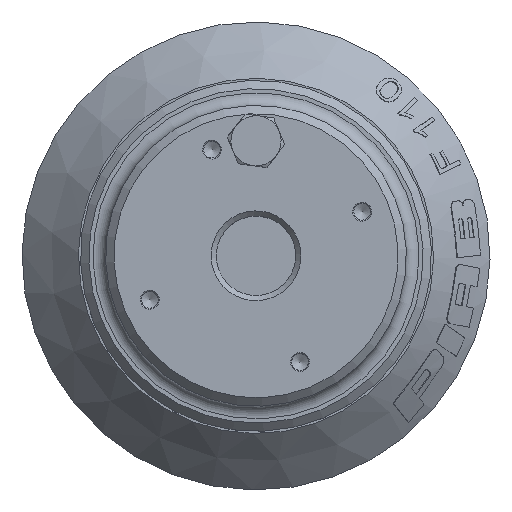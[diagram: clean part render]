
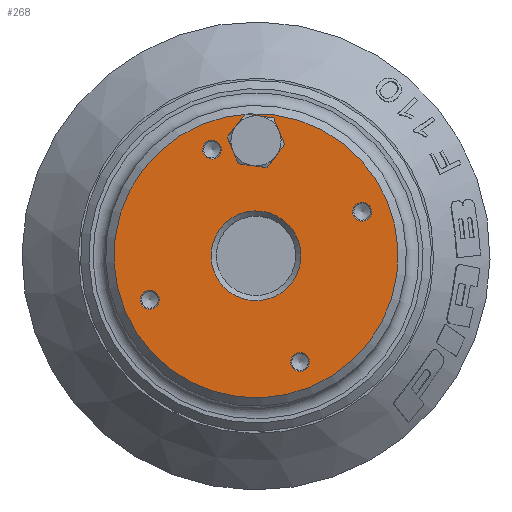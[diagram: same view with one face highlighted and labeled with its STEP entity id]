
A CAD part, top view. The second image highlights one B-rep face of the part: STEP entity #268.
In plain terms, the highlighted planar face has unit normal (0, 0, 1).
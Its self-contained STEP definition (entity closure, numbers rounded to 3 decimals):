
#268 = ADVANCED_FACE( '', ( #579, #580, #581, #582, #583, #584, #585 ), #586, .T. );
#579 = FACE_BOUND( '', #1230, .T. );
#580 = FACE_BOUND( '', #1231, .T. );
#581 = FACE_BOUND( '', #1232, .T. );
#582 = FACE_BOUND( '', #1233, .T. );
#583 = FACE_BOUND( '', #1234, .T. );
#584 = FACE_OUTER_BOUND( '', #1235, .T. );
#585 = FACE_BOUND( '', #1236, .T. );
#586 = PLANE( '', #1237 );
#1230 = EDGE_LOOP( '', ( #2857 ) );
#1231 = EDGE_LOOP( '', ( #2858 ) );
#1232 = EDGE_LOOP( '', ( #2859 ) );
#1233 = EDGE_LOOP( '', ( #2860 ) );
#1234 = EDGE_LOOP( '', ( #2861 ) );
#1235 = EDGE_LOOP( '', ( #2862 ) );
#1236 = EDGE_LOOP( '', ( #2863 ) );
#1237 = AXIS2_PLACEMENT_3D( '', #2864, #2865, #2866 );
#2857 = ORIENTED_EDGE( '', *, *, #4016, .T. );
#2858 = ORIENTED_EDGE( '', *, *, #4041, .T. );
#2859 = ORIENTED_EDGE( '', *, *, #4042, .T. );
#2860 = ORIENTED_EDGE( '', *, *, #4043, .T. );
#2861 = ORIENTED_EDGE( '', *, *, #4044, .T. );
#2862 = ORIENTED_EDGE( '', *, *, #4045, .T. );
#2863 = ORIENTED_EDGE( '', *, *, #4046, .T. );
#2864 = CARTESIAN_POINT( '', ( -36., 0., 15. ) );
#2865 = DIRECTION( '', ( 0., 0., 1. ) );
#2866 = DIRECTION( '', ( 1., 0., 0. ) );
#4016 = EDGE_CURVE( '', #4488, #4488, #4489, .T. );
#4041 = EDGE_CURVE( '', #4538, #4538, #4539, .T. );
#4042 = EDGE_CURVE( '', #4540, #4540, #4541, .T. );
#4043 = EDGE_CURVE( '', #4542, #4542, #4543, .T. );
#4044 = EDGE_CURVE( '', #4544, #4544, #4545, .T. );
#4045 = EDGE_CURVE( '', #4546, #4546, #4547, .T. );
#4046 = EDGE_CURVE( '', #4548, #4548, #4549, .T. );
#4488 = VERTEX_POINT( '', #5330 );
#4489 = CIRCLE( '', #5331, 5.1 );
#4538 = VERTEX_POINT( '', #5380 );
#4539 = CIRCLE( '', #5381, 2.25 );
#4540 = VERTEX_POINT( '', #5382 );
#4541 = CIRCLE( '', #5383, 2.25 );
#4542 = VERTEX_POINT( '', #5384 );
#4543 = CIRCLE( '', #5385, 2.25 );
#4544 = VERTEX_POINT( '', #5386 );
#4545 = CIRCLE( '', #5387, 2.25 );
#4546 = VERTEX_POINT( '', #5388 );
#4547 = CIRCLE( '', #5389, 34. );
#4548 = VERTEX_POINT( '', #5390 );
#4549 = CIRCLE( '', #5391, 10.75 );
#5330 = CARTESIAN_POINT( '', ( 10.524, 30.507, 15. ) );
#5331 = AXIS2_PLACEMENT_3D( '', #7342, #7343, #7344 );
#5380 = CARTESIAN_POINT( '', ( -2.25, -27.5, 15. ) );
#5381 = AXIS2_PLACEMENT_3D( '', #7417, #7418, #7419 );
#5382 = CARTESIAN_POINT( '', ( 27.5, -2.25, 15. ) );
#5383 = AXIS2_PLACEMENT_3D( '', #7420, #7421, #7422 );
#5384 = CARTESIAN_POINT( '', ( 2.25, 27.5, 15. ) );
#5385 = AXIS2_PLACEMENT_3D( '', #7423, #7424, #7425 );
#5386 = CARTESIAN_POINT( '', ( -27.5, 2.25, 15. ) );
#5387 = AXIS2_PLACEMENT_3D( '', #7426, #7427, #7428 );
#5388 = CARTESIAN_POINT( '', ( 34., 0., 15. ) );
#5389 = AXIS2_PLACEMENT_3D( '', #7429, #7430, #7431 );
#5390 = CARTESIAN_POINT( '', ( 0., 10.75, 15. ) );
#5391 = AXIS2_PLACEMENT_3D( '', #7432, #7433, #7434 );
#7342 = CARTESIAN_POINT( '', ( 10.524, 25.407, 15. ) );
#7343 = DIRECTION( '', ( 0., 0., -1. ) );
#7344 = DIRECTION( '', ( 0., 1., 0. ) );
#7417 = CARTESIAN_POINT( '', ( 0., -27.5, 15. ) );
#7418 = DIRECTION( '', ( 0., 0., -1. ) );
#7419 = DIRECTION( '', ( -1., 0., 0. ) );
#7420 = CARTESIAN_POINT( '', ( 27.5, 0., 15. ) );
#7421 = DIRECTION( '', ( 0., 0., -1. ) );
#7422 = DIRECTION( '', ( 0., -1., 0. ) );
#7423 = CARTESIAN_POINT( '', ( 0., 27.5, 15. ) );
#7424 = DIRECTION( '', ( 0., 0., -1. ) );
#7425 = DIRECTION( '', ( 1., 0., 0. ) );
#7426 = CARTESIAN_POINT( '', ( -27.5, 0., 15. ) );
#7427 = DIRECTION( '', ( 0., 0., -1. ) );
#7428 = DIRECTION( '', ( 0., 1., 0. ) );
#7429 = CARTESIAN_POINT( '', ( 0., 0., 15. ) );
#7430 = DIRECTION( '', ( 0., 0., 1. ) );
#7431 = DIRECTION( '', ( 1., 0., 0. ) );
#7432 = CARTESIAN_POINT( '', ( 0., 0., 15. ) );
#7433 = DIRECTION( '', ( 0., 0., -1. ) );
#7434 = DIRECTION( '', ( 0., 1., 0. ) );
